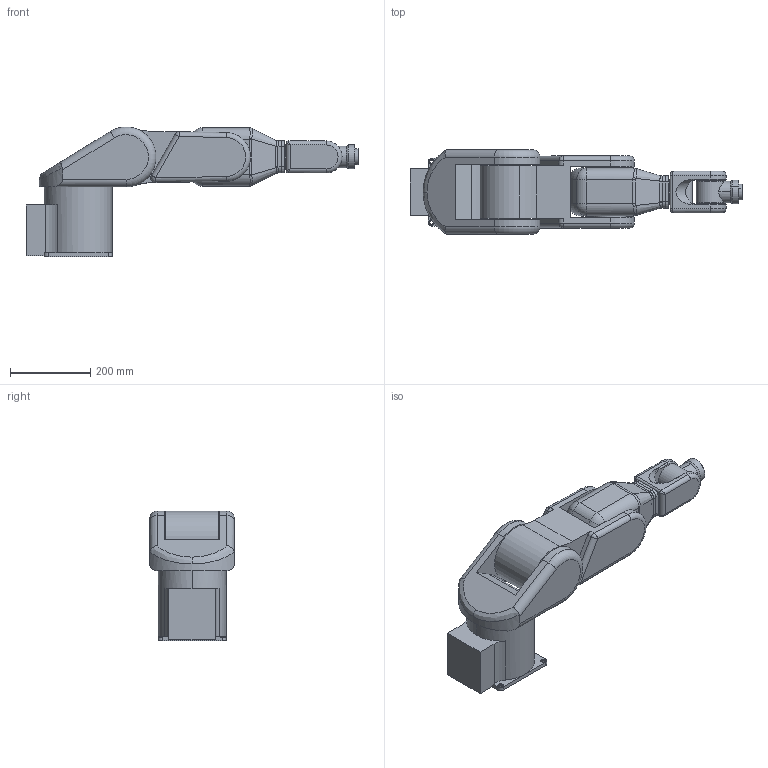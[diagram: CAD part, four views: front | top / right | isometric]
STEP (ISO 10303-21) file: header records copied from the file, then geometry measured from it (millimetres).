
FILE_DESCRIPTION(('CATIA V5 STEP Exchange'),'2;1');
FILE_NAME('Fs2.stp','2004-04-22T10:32:33+00:00',('none'),('none'),'CATIA Version 5 Release 10 (IN-9)','CATIA V5 STEP AP203',' none');
FILE_SCHEMA(('CONFIG_CONTROL_DESIGN'));
Length unit declared in the file: millimetre
Products named in the file (1): Fs2
Assembly tree (7 placements, depth 2):
  Fs2
    #56
    #1283
    #2079
    #3394
    #7054
    #9045
    #9415
Bounding box: 830 x 212 x 324.97 mm (x, y, z)
Volume: 16956304.1 mm3; surface area: 846044.4 mm2
Topology: 7 solids, 7 shells, 279 faces, 673 edges, 411 vertices
Faces by surface type: cylinder 127, plane 88, bspline 34, torus 12, sphere 8, extrusion 8, cone 2
Entity records: 10077 total; most frequent: CARTESIAN_POINT 4059, ORIENTED_EDGE 1322, DIRECTION 929, EDGE_CURVE 661, AXIS2_PLACEMENT_3D 443, VERTEX_POINT 411, EDGE_LOOP 312, VECTOR 286
